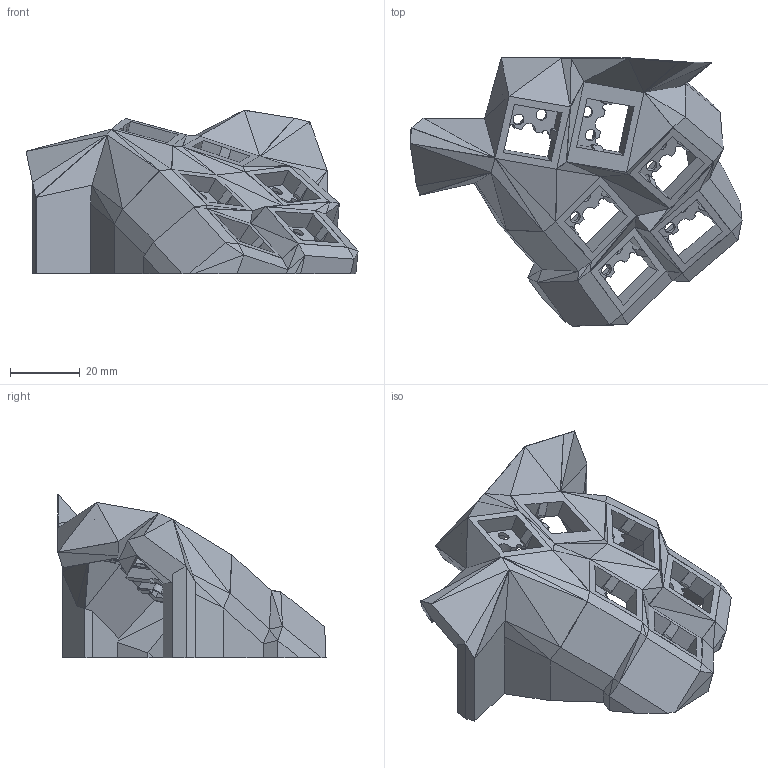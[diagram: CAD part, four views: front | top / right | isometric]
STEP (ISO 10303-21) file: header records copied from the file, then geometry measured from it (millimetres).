
FILE_DESCRIPTION(('Open CASCADE Model'),'2;1');
FILE_NAME('Open CASCADE Shape Model','2023-07-07T10:50:32',('Author'),( 'Open CASCADE'),'Open CASCADE STEP processor 7.7','Open CASCADE 7.7' ,'Unknown');
FILE_SCHEMA(('AUTOMOTIVE_DESIGN { 1 0 10303 214 1 1 1 1 }'));
Length unit declared in the file: millimetre
Products named in the file (1): Open CASCADE STEP translator 7.7 4
Bounding box: 95.19 x 76.87 x 46.95 mm (x, y, z)
Volume: 35822.9 mm3; surface area: 20584.9 mm2
Topology: 1 solids, 1 shells, 695 faces, 1824 edges, 1127 vertices
Faces by surface type: plane 637, cylinder 56, sphere 2
Full cylindrical faces by diameter (mm): 2.5 x1, 3.2 x12
Entity records: 44846 total; most frequent: CARTESIAN_POINT 7995, DIRECTION 6878, LINE 5126, VECTOR 5126, ORIENTED_EDGE 3646, PCURVE 3646, DEFINITIONAL_REPRESENTATION 3646, EDGE_CURVE 1823
